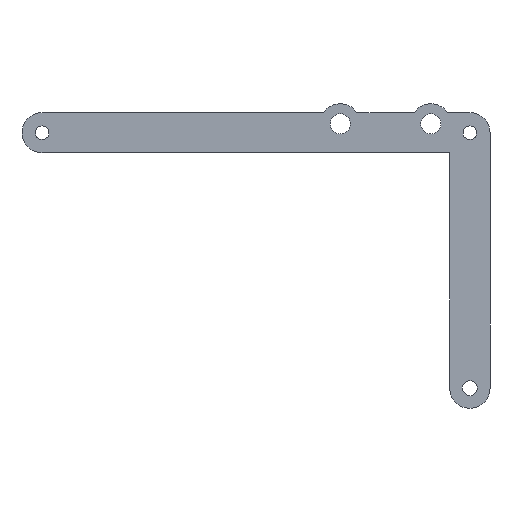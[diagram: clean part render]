
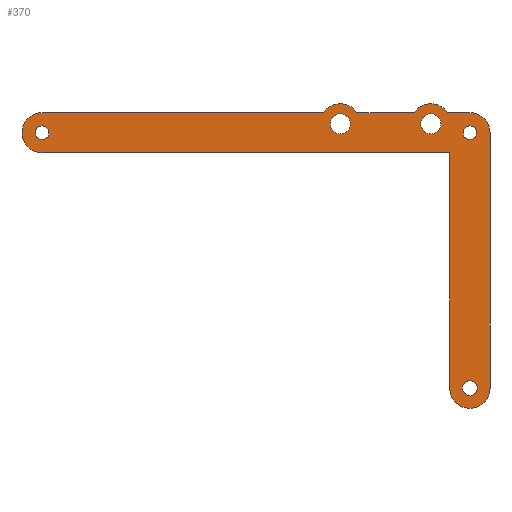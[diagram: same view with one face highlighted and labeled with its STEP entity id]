
A CAD part, front view. The second image highlights one B-rep face of the part: STEP entity #370.
In plain terms, the highlighted planar face has unit normal (0, -1, 0).
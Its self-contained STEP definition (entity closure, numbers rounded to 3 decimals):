
#26=PLANE('',#417);
#36=LINE('',#572,#59);
#39=LINE('',#579,#62);
#42=LINE('',#586,#65);
#46=LINE('',#600,#69);
#50=LINE('',#621,#73);
#51=LINE('',#625,#74);
#59=VECTOR('',#456,1000.);
#62=VECTOR('',#461,1000.);
#65=VECTOR('',#466,1000.);
#69=VECTOR('',#480,1000.);
#73=VECTOR('',#506,1000.);
#74=VECTOR('',#509,1000.);
#120=ORIENTED_EDGE('',*,*,#201,.T.);
#121=ORIENTED_EDGE('',*,*,#202,.T.);
#122=ORIENTED_EDGE('',*,*,#203,.T.);
#123=ORIENTED_EDGE('',*,*,#173,.T.);
#124=ORIENTED_EDGE('',*,*,#183,.F.);
#125=ORIENTED_EDGE('',*,*,#204,.T.);
#126=ORIENTED_EDGE('',*,*,#180,.F.);
#127=ORIENTED_EDGE('',*,*,#205,.F.);
#128=ORIENTED_EDGE('',*,*,#177,.F.);
#129=ORIENTED_EDGE('',*,*,#200,.T.);
#130=ORIENTED_EDGE('',*,*,#189,.F.);
#131=ORIENTED_EDGE('',*,*,#206,.T.);
#132=ORIENTED_EDGE('',*,*,#207,.T.);
#133=ORIENTED_EDGE('',*,*,#208,.F.);
#134=ORIENTED_EDGE('',*,*,#186,.F.);
#135=ORIENTED_EDGE('',*,*,#209,.T.);
#173=EDGE_CURVE('',#217,#219,#252,.T.);
#177=EDGE_CURVE('',#223,#221,#36,.T.);
#180=EDGE_CURVE('',#226,#227,#39,.T.);
#183=EDGE_CURVE('',#228,#219,#42,.T.);
#186=EDGE_CURVE('',#231,#231,#254,.T.);
#189=EDGE_CURVE('',#234,#235,#46,.T.);
#200=EDGE_CURVE('',#223,#235,#262,.T.);
#201=EDGE_CURVE('',#234,#241,#50,.T.);
#202=EDGE_CURVE('',#241,#242,#263,.T.);
#203=EDGE_CURVE('',#242,#217,#51,.T.);
#204=EDGE_CURVE('',#228,#227,#264,.T.);
#205=EDGE_CURVE('',#221,#226,#265,.T.);
#206=EDGE_CURVE('',#243,#243,#266,.F.);
#207=EDGE_CURVE('',#244,#244,#267,.F.);
#208=EDGE_CURVE('',#245,#245,#268,.T.);
#209=EDGE_CURVE('',#246,#246,#269,.T.);
#217=VERTEX_POINT('',#558);
#219=VERTEX_POINT('',#562);
#221=VERTEX_POINT('',#567);
#223=VERTEX_POINT('',#571);
#226=VERTEX_POINT('',#578);
#227=VERTEX_POINT('',#580);
#228=VERTEX_POINT('',#584);
#231=VERTEX_POINT('',#593);
#234=VERTEX_POINT('',#599);
#235=VERTEX_POINT('',#601);
#241=VERTEX_POINT('',#622);
#242=VERTEX_POINT('',#624);
#243=VERTEX_POINT('',#629);
#244=VERTEX_POINT('',#631);
#245=VERTEX_POINT('',#633);
#246=VERTEX_POINT('',#635);
#252=CIRCLE('',#398,4.);
#254=CIRCLE('',#405,1.35);
#262=CIRCLE('',#416,4.);
#263=CIRCLE('',#418,4.);
#264=CIRCLE('',#419,4.);
#265=CIRCLE('',#420,4.);
#266=CIRCLE('',#421,2.);
#267=CIRCLE('',#422,2.);
#268=CIRCLE('',#423,1.35);
#269=CIRCLE('',#424,1.5);
#288=EDGE_LOOP('',(#120,#121,#122,#123,#124,#125,#126,#127,#128,#129,#130));
#289=EDGE_LOOP('',(#131));
#290=EDGE_LOOP('',(#132));
#291=EDGE_LOOP('',(#133));
#292=EDGE_LOOP('',(#134));
#293=EDGE_LOOP('',(#135));
#327=FACE_BOUND('',#288,.T.);
#328=FACE_BOUND('',#289,.T.);
#329=FACE_BOUND('',#290,.T.);
#330=FACE_BOUND('',#291,.T.);
#331=FACE_BOUND('',#292,.T.);
#332=FACE_BOUND('',#293,.T.);
#370=ADVANCED_FACE('',(#327,#328,#329,#330,#331,#332),#26,.T.);
#398=AXIS2_PLACEMENT_3D('',#563,#449,#450);
#405=AXIS2_PLACEMENT_3D('',#592,#474,#475);
#416=AXIS2_PLACEMENT_3D('',#619,#502,#503);
#417=AXIS2_PLACEMENT_3D('',#620,#504,#505);
#418=AXIS2_PLACEMENT_3D('',#623,#507,#508);
#419=AXIS2_PLACEMENT_3D('',#626,#510,#511);
#420=AXIS2_PLACEMENT_3D('',#627,#512,#513);
#421=AXIS2_PLACEMENT_3D('',#628,#514,#515);
#422=AXIS2_PLACEMENT_3D('',#630,#516,#517);
#423=AXIS2_PLACEMENT_3D('',#632,#518,#519);
#424=AXIS2_PLACEMENT_3D('',#634,#520,#521);
#449=DIRECTION('',(0.,-1.,0.));
#450=DIRECTION('',(0.,0.,1.));
#456=DIRECTION('',(1.,0.,0.));
#461=DIRECTION('',(1.,0.,0.));
#466=DIRECTION('',(1.,0.,0.));
#474=DIRECTION('',(0.,-1.,0.));
#475=DIRECTION('',(0.,0.,-1.));
#480=DIRECTION('',(-1.,0.,0.));
#502=DIRECTION('',(0.,-1.,0.));
#503=DIRECTION('',(0.,0.,1.));
#504=DIRECTION('',(0.,-1.,0.));
#505=DIRECTION('',(0.,0.,-1.));
#506=DIRECTION('',(0.,0.,-1.));
#507=DIRECTION('',(0.,-1.,0.));
#508=DIRECTION('',(-1.,0.,0.));
#509=DIRECTION('',(0.,0.,1.));
#510=DIRECTION('',(0.,-1.,0.));
#511=DIRECTION('',(1.,0.,0.));
#512=DIRECTION('',(0.,1.,0.));
#513=DIRECTION('',(1.,0.,0.));
#514=DIRECTION('',(0.,-1.,0.));
#515=DIRECTION('',(0.,0.,-1.));
#516=DIRECTION('',(0.,-1.,0.));
#517=DIRECTION('',(0.,0.,-1.));
#518=DIRECTION('',(0.,-1.,0.));
#519=DIRECTION('',(0.,0.,-1.));
#520=DIRECTION('',(0.,1.,0.));
#521=DIRECTION('',(1.,0.,0.));
#558=CARTESIAN_POINT('',(19.,1.6,12.875));
#562=CARTESIAN_POINT('',(15.,1.6,16.875));
#563=CARTESIAN_POINT('',(15.,1.6,12.875));
#567=CARTESIAN_POINT('',(-14.057,1.6,16.875));
#571=CARTESIAN_POINT('',(-70.,1.6,16.875));
#572=CARTESIAN_POINT('',(-71.,1.6,16.875));
#578=CARTESIAN_POINT('',(-7.443,1.6,16.875));
#579=CARTESIAN_POINT('',(-71.,1.6,16.875));
#580=CARTESIAN_POINT('',(3.943,1.6,16.875));
#584=CARTESIAN_POINT('',(10.557,1.6,16.875));
#586=CARTESIAN_POINT('',(-71.,1.6,16.875));
#592=CARTESIAN_POINT('',(15.,1.6,12.875));
#593=CARTESIAN_POINT('',(15.,1.6,11.525));
#599=CARTESIAN_POINT('',(11.,1.6,8.875));
#600=CARTESIAN_POINT('',(15.,1.6,8.875));
#601=CARTESIAN_POINT('',(-70.,1.6,8.875));
#619=CARTESIAN_POINT('',(-70.,1.6,12.875));
#620=CARTESIAN_POINT('',(-71.,1.6,12.875));
#621=CARTESIAN_POINT('',(11.,1.6,8.875));
#622=CARTESIAN_POINT('',(11.,1.6,-37.875));
#623=CARTESIAN_POINT('',(15.,1.6,-37.875));
#624=CARTESIAN_POINT('',(19.,1.6,-37.875));
#625=CARTESIAN_POINT('',(19.,1.6,-37.125));
#626=CARTESIAN_POINT('',(7.25,1.6,14.625));
#627=CARTESIAN_POINT('',(-10.75,1.6,14.625));
#628=CARTESIAN_POINT('',(-10.75,1.6,14.625));
#629=CARTESIAN_POINT('',(-10.75,1.6,12.625));
#630=CARTESIAN_POINT('',(7.25,1.6,14.625));
#631=CARTESIAN_POINT('',(7.25,1.6,12.625));
#632=CARTESIAN_POINT('',(-70.,1.6,12.875));
#633=CARTESIAN_POINT('',(-70.,1.6,11.525));
#634=CARTESIAN_POINT('',(15.,1.6,-37.875));
#635=CARTESIAN_POINT('',(16.5,1.6,-37.875));
